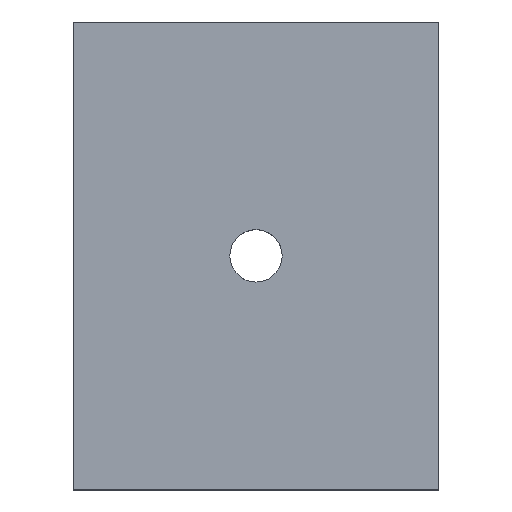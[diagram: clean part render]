
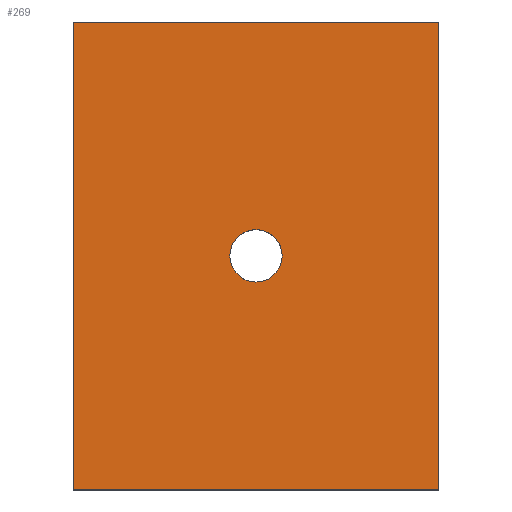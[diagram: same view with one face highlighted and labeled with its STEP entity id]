
A CAD part, top view. The second image highlights one B-rep face of the part: STEP entity #269.
In plain terms, the highlighted planar face has unit normal (0, 0, 1).
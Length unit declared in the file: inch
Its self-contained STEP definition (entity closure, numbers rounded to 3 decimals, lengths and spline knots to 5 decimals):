
#20=FACE_BOUND('',#68,.T.);
#28=PLANE('',#315);
#45=FACE_OUTER_BOUND('',#67,.T.);
#67=EDGE_LOOP('',(#235,#236,#237,#238));
#68=EDGE_LOOP('',(#239));
#80=LINE('',#484,#97);
#83=LINE('',#493,#100);
#87=LINE('',#503,#104);
#88=LINE('',#507,#105);
#97=VECTOR('',#371,0.3937);
#100=VECTOR('',#380,0.3937);
#104=VECTOR('',#390,0.3937);
#105=VECTOR('',#397,0.3937);
#106=CIRCLE('',#286,0.05512);
#121=VERTEX_POINT('',#402);
#136=VERTEX_POINT('',#481);
#137=VERTEX_POINT('',#483);
#140=VERTEX_POINT('',#491);
#143=VERTEX_POINT('',#501);
#144=EDGE_CURVE('',#121,#121,#106,.T.);
#165=EDGE_CURVE('',#137,#136,#80,.T.);
#170=EDGE_CURVE('',#140,#136,#83,.T.);
#175=EDGE_CURVE('',#143,#140,#87,.T.);
#177=EDGE_CURVE('',#143,#137,#88,.T.);
#235=ORIENTED_EDGE('',*,*,#177,.T.);
#236=ORIENTED_EDGE('',*,*,#165,.T.);
#237=ORIENTED_EDGE('',*,*,#170,.F.);
#238=ORIENTED_EDGE('',*,*,#175,.F.);
#239=ORIENTED_EDGE('',*,*,#144,.T.);
#269=ADVANCED_FACE('',(#45,#20),#28,.T.);
#286=AXIS2_PLACEMENT_3D('',#403,#321,#322);
#315=AXIS2_PLACEMENT_3D('',#506,#395,#396);
#321=DIRECTION('center_axis',(0.,0.,-1.));
#322=DIRECTION('ref_axis',(-1.,0.,0.));
#371=DIRECTION('',(1.,0.,0.));
#380=DIRECTION('',(0.,-1.,0.));
#390=DIRECTION('',(1.,0.,0.));
#395=DIRECTION('center_axis',(0.,0.,1.));
#396=DIRECTION('ref_axis',(0.,-1.,0.));
#397=DIRECTION('',(0.,-1.,0.));
#402=CARTESIAN_POINT('',(0.43898,0.61713,1.23425));
#403=CARTESIAN_POINT('Origin',(0.38386,0.61713,1.23425));
#481=CARTESIAN_POINT('',(0.76772,0.125,1.23425));
#483=CARTESIAN_POINT('',(0.,0.125,1.23425));
#484=CARTESIAN_POINT('',(0.,0.125,1.23425));
#491=CARTESIAN_POINT('',(0.76772,1.10925,1.23425));
#493=CARTESIAN_POINT('',(0.76772,1.10925,1.23425));
#501=CARTESIAN_POINT('',(0.,1.10925,1.23425));
#503=CARTESIAN_POINT('',(0.,1.10925,1.23425));
#506=CARTESIAN_POINT('Origin',(0.,1.10925,1.23425));
#507=CARTESIAN_POINT('',(0.,1.10925,1.23425));
